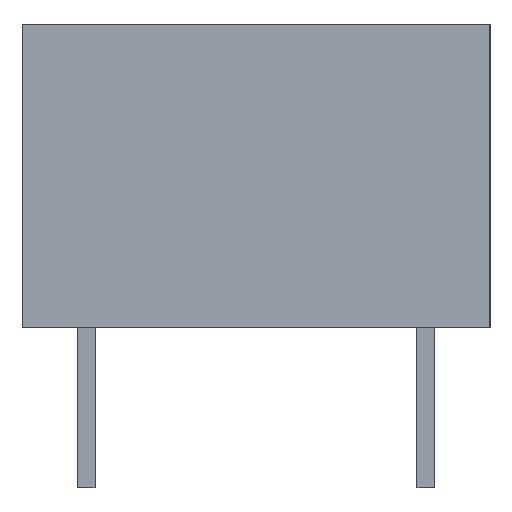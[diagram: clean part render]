
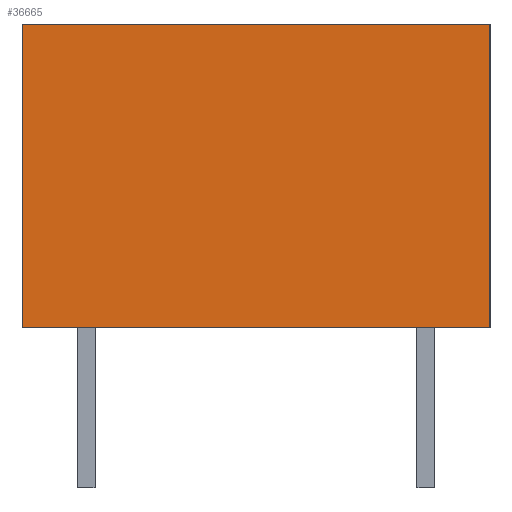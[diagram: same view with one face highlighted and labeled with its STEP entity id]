
A CAD part, front view. The second image highlights one B-rep face of the part: STEP entity #36665.
In plain terms, the highlighted free-form (B-spline) face has degree [1, 1] with [2, 2] control points.
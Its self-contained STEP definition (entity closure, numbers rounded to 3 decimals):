
#36499=CARTESIAN_POINT('',(5.25,-10.05,6.8));
#36500=VERTEX_POINT('',#36499);
#36501=CARTESIAN_POINT('',(-5.25,-10.05,6.8));
#36502=VERTEX_POINT('',#36501);
#36503=CARTESIAN_POINT('',(5.25,-10.05,6.8));
#36504=DIRECTION('',(-1.0,0.0,0.0));
#36505=VECTOR('',#36504,10.5);
#36506=LINE('',#36503,#36505);
#36507=EDGE_CURVE('',#36500,#36502,#36506,.T.);
#36563=CARTESIAN_POINT('',(-5.25,-10.05,0.0));
#36564=VERTEX_POINT('',#36563);
#36565=CARTESIAN_POINT('',(5.25,-10.05,0.0));
#36566=VERTEX_POINT('',#36565);
#36567=CARTESIAN_POINT('',(-5.25,-10.05,0.0));
#36568=DIRECTION('',(1.0,0.0,0.0));
#36569=VECTOR('',#36568,10.5);
#36570=LINE('',#36567,#36569);
#36571=EDGE_CURVE('',#36564,#36566,#36570,.T.);
#36610=CARTESIAN_POINT('',(5.25,-10.05,6.8));
#36611=DIRECTION('',(0.0,0.0,-1.0));
#36612=VECTOR('',#36611,6.8);
#36613=LINE('',#36610,#36612);
#36614=EDGE_CURVE('',#36500,#36566,#36613,.T.);
#36642=CARTESIAN_POINT('',(-5.25,-10.05,6.8));
#36643=DIRECTION('',(0.0,0.0,-1.0));
#36644=VECTOR('',#36643,6.8);
#36645=LINE('',#36642,#36644);
#36646=EDGE_CURVE('',#36502,#36564,#36645,.T.);
#36654=CARTESIAN_POINT('',(-5.25,-10.05,0.0));
#36655=CARTESIAN_POINT('',(-5.25,-10.05,6.8));
#36656=CARTESIAN_POINT('',(5.25,-10.05,0.0));
#36657=CARTESIAN_POINT('',(5.25,-10.05,6.8));
#36658=B_SPLINE_SURFACE_WITH_KNOTS('',1,1,((#36654,#36656),(#36655,#36657)),.UNSPECIFIED.,.F.,.F.,.U.,(2,2),(2,2),(0.0,6.8),(0.0,10.5),.UNSPECIFIED.);
#36659=ORIENTED_EDGE('',*,*,#36614,.F.);
#36660=ORIENTED_EDGE('',*,*,#36507,.T.);
#36661=ORIENTED_EDGE('',*,*,#36646,.T.);
#36662=ORIENTED_EDGE('',*,*,#36571,.T.);
#36663=EDGE_LOOP('',(#36659,#36660,#36661,#36662));
#36664=FACE_OUTER_BOUND('',#36663,.T.);
#36665=ADVANCED_FACE('',(#36664),#36658,.F.);
